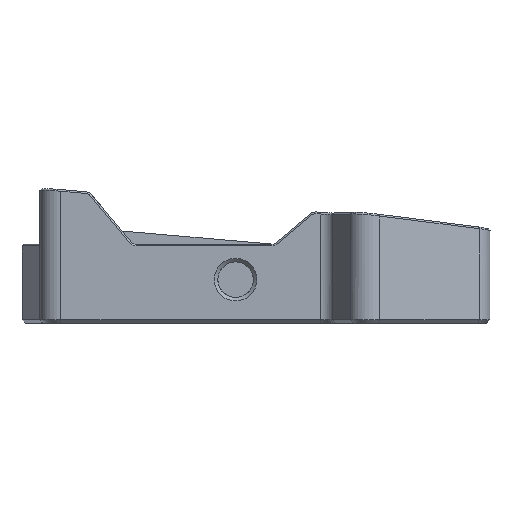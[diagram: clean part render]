
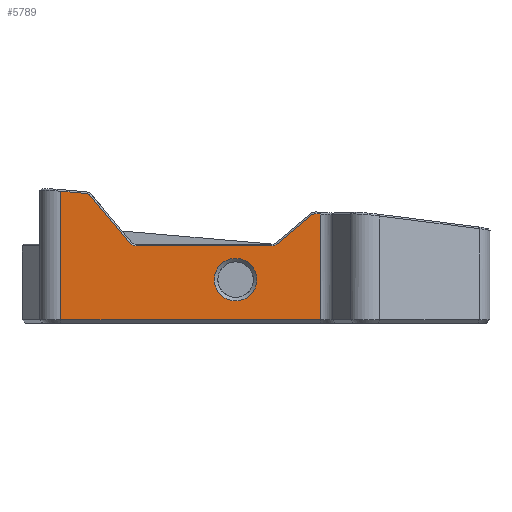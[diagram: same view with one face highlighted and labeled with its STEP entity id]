
A CAD part, left-side view. The second image highlights one B-rep face of the part: STEP entity #5789.
In plain terms, the highlighted planar face has unit normal (-1, 0, 0).
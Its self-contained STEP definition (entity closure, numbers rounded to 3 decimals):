
#74=ELLIPSE('',#6175,1.303,1.128);
#75=ELLIPSE('',#6178,1.303,1.128);
#108=B_SPLINE_CURVE_WITH_KNOTS('',3,(#8661,#8662,#8663,#8664,#8665,#8666),
 .UNSPECIFIED.,.F.,.F.,(4,2,4),(-0.004,-0.002,
0.),.UNSPECIFIED.);
#109=B_SPLINE_CURVE_WITH_KNOTS('',3,(#8672,#8673,#8674,#8675,#8676,#8677),
 .UNSPECIFIED.,.F.,.F.,(4,2,4),(-0.116,-0.058,
0.),.UNSPECIFIED.);
#110=B_SPLINE_CURVE_WITH_KNOTS('',3,(#8693,#8694,#8695,#8696,#8697,#8698),
 .UNSPECIFIED.,.F.,.F.,(4,2,4),(-0.116,-0.058,
0.),.UNSPECIFIED.);
#197=FACE_BOUND('',#742,.T.);
#225=PLANE('',#6174);
#389=FACE_OUTER_BOUND('',#741,.T.);
#741=EDGE_LOOP('',(#4007,#4008,#4009,#4010,#4011,#4012,#4013,#4014,#4015,
#4016,#4017,#4018,#4019,#4020,#4021,#4022,#4023));
#742=EDGE_LOOP('',(#4024));
#1128=LINE('',#8659,#1719);
#1129=LINE('',#8668,#1720);
#1130=LINE('',#8679,#1721);
#1131=LINE('',#8681,#1722);
#1132=LINE('',#8685,#1723);
#1133=LINE('',#8689,#1724);
#1134=LINE('',#8691,#1725);
#1135=LINE('',#8702,#1726);
#1136=LINE('',#8704,#1727);
#1137=LINE('',#8705,#1728);
#1719=VECTOR('',#6823,10.);
#1720=VECTOR('',#6824,10.);
#1721=VECTOR('',#6827,10.);
#1722=VECTOR('',#6828,10.);
#1723=VECTOR('',#6831,10.);
#1724=VECTOR('',#6834,10.);
#1725=VECTOR('',#6835,10.);
#1726=VECTOR('',#6838,10.);
#1727=VECTOR('',#6839,10.);
#1728=VECTOR('',#6840,10.);
#2286=CIRCLE('',#6176,2.5);
#2287=CIRCLE('',#6177,2.5);
#2288=CIRCLE('',#6179,6.);
#2548=VERTEX_POINT('',#8657);
#2549=VERTEX_POINT('',#8658);
#2550=VERTEX_POINT('',#8660);
#2551=VERTEX_POINT('',#8667);
#2552=VERTEX_POINT('',#8669);
#2553=VERTEX_POINT('',#8671);
#2554=VERTEX_POINT('',#8678);
#2555=VERTEX_POINT('',#8680);
#2556=VERTEX_POINT('',#8682);
#2557=VERTEX_POINT('',#8684);
#2558=VERTEX_POINT('',#8686);
#2559=VERTEX_POINT('',#8688);
#2560=VERTEX_POINT('',#8690);
#2561=VERTEX_POINT('',#8692);
#2562=VERTEX_POINT('',#8699);
#2563=VERTEX_POINT('',#8701);
#2564=VERTEX_POINT('',#8703);
#2565=VERTEX_POINT('',#8706);
#3106=EDGE_CURVE('',#2548,#2549,#1128,.T.);
#3107=EDGE_CURVE('',#2549,#2550,#108,.T.);
#3108=EDGE_CURVE('',#2550,#2551,#1129,.T.);
#3109=EDGE_CURVE('',#2551,#2552,#74,.T.);
#3110=EDGE_CURVE('',#2552,#2553,#109,.T.);
#3111=EDGE_CURVE('',#2553,#2554,#1130,.T.);
#3112=EDGE_CURVE('',#2554,#2555,#1131,.T.);
#3113=EDGE_CURVE('',#2555,#2556,#2286,.T.);
#3114=EDGE_CURVE('',#2556,#2557,#1132,.T.);
#3115=EDGE_CURVE('',#2557,#2558,#2287,.T.);
#3116=EDGE_CURVE('',#2558,#2559,#1133,.T.);
#3117=EDGE_CURVE('',#2559,#2560,#1134,.T.);
#3118=EDGE_CURVE('',#2560,#2561,#110,.T.);
#3119=EDGE_CURVE('',#2561,#2562,#75,.T.);
#3120=EDGE_CURVE('',#2562,#2563,#1135,.T.);
#3121=EDGE_CURVE('',#2563,#2564,#1136,.T.);
#3122=EDGE_CURVE('',#2548,#2564,#1137,.T.);
#3123=EDGE_CURVE('',#2565,#2565,#2288,.T.);
#4007=ORIENTED_EDGE('',*,*,#3106,.T.);
#4008=ORIENTED_EDGE('',*,*,#3107,.T.);
#4009=ORIENTED_EDGE('',*,*,#3108,.T.);
#4010=ORIENTED_EDGE('',*,*,#3109,.T.);
#4011=ORIENTED_EDGE('',*,*,#3110,.T.);
#4012=ORIENTED_EDGE('',*,*,#3111,.T.);
#4013=ORIENTED_EDGE('',*,*,#3112,.T.);
#4014=ORIENTED_EDGE('',*,*,#3113,.T.);
#4015=ORIENTED_EDGE('',*,*,#3114,.T.);
#4016=ORIENTED_EDGE('',*,*,#3115,.T.);
#4017=ORIENTED_EDGE('',*,*,#3116,.T.);
#4018=ORIENTED_EDGE('',*,*,#3117,.T.);
#4019=ORIENTED_EDGE('',*,*,#3118,.T.);
#4020=ORIENTED_EDGE('',*,*,#3119,.T.);
#4021=ORIENTED_EDGE('',*,*,#3120,.T.);
#4022=ORIENTED_EDGE('',*,*,#3121,.T.);
#4023=ORIENTED_EDGE('',*,*,#3122,.F.);
#4024=ORIENTED_EDGE('',*,*,#3123,.F.);
#5789=ADVANCED_FACE('',(#389,#197),#225,.F.);
#6174=AXIS2_PLACEMENT_3D('',#8656,#6821,#6822);
#6175=AXIS2_PLACEMENT_3D('',#8670,#6825,#6826);
#6176=AXIS2_PLACEMENT_3D('',#8683,#6829,#6830);
#6177=AXIS2_PLACEMENT_3D('',#8687,#6832,#6833);
#6178=AXIS2_PLACEMENT_3D('',#8700,#6836,#6837);
#6179=AXIS2_PLACEMENT_3D('',#8707,#6841,#6842);
#6821=DIRECTION('center_axis',(1.,0.,0.));
#6822=DIRECTION('ref_axis',(0.,-1.,0.));
#6823=DIRECTION('',(0.,0.,1.));
#6824=DIRECTION('',(0.,0.996,0.087));
#6825=DIRECTION('center_axis',(-1.,0.,0.));
#6826=DIRECTION('ref_axis',(0.,0.998,0.059));
#6827=DIRECTION('',(0.,0.766,-0.643));
#6828=DIRECTION('',(0.,0.766,-0.643));
#6829=DIRECTION('center_axis',(1.,0.,0.));
#6830=DIRECTION('ref_axis',(0.,-0.342,-0.94));
#6831=DIRECTION('',(0.,1.,0.));
#6832=DIRECTION('center_axis',(1.,0.,0.));
#6833=DIRECTION('ref_axis',(0.,0.423,-0.906));
#6834=DIRECTION('',(0.,0.643,0.766));
#6835=DIRECTION('',(0.,0.643,0.766));
#6836=DIRECTION('center_axis',(-1.,0.,0.));
#6837=DIRECTION('ref_axis',(0.,0.993,0.115));
#6838=DIRECTION('',(0.,0.996,0.087));
#6839=DIRECTION('',(0.,0.,-1.));
#6840=DIRECTION('',(0.,1.,0.));
#6841=DIRECTION('center_axis',(-1.,0.,0.));
#6842=DIRECTION('ref_axis',(0.,1.,0.));
#8656=CARTESIAN_POINT('Origin',(6.76,-0.021,-1.5));
#8657=CARTESIAN_POINT('',(6.76,-79.175,-9.3));
#8658=CARTESIAN_POINT('',(6.76,-79.175,20.514));
#8659=CARTESIAN_POINT('',(6.76,-79.175,-1.5));
#8660=CARTESIAN_POINT('',(6.76,-79.132,20.518));
#8661=CARTESIAN_POINT('Ctrl Pts',(6.76,-79.175,20.514));
#8662=CARTESIAN_POINT('Ctrl Pts',(6.76,-79.168,20.515));
#8663=CARTESIAN_POINT('Ctrl Pts',(6.76,-79.161,20.515));
#8664=CARTESIAN_POINT('Ctrl Pts',(6.76,-79.146,20.517));
#8665=CARTESIAN_POINT('Ctrl Pts',(6.76,-79.139,20.517));
#8666=CARTESIAN_POINT('Ctrl Pts',(6.76,-79.132,20.518));
#8667=CARTESIAN_POINT('',(6.76,-77.969,20.62));
#8668=CARTESIAN_POINT('',(6.76,-32.46,24.611));
#8669=CARTESIAN_POINT('',(6.76,-77.943,20.622));
#8670=CARTESIAN_POINT('Origin',(6.76,-77.86,19.497));
#8671=CARTESIAN_POINT('',(6.76,-76.864,20.271));
#8672=CARTESIAN_POINT('Ctrl Pts',(6.76,-77.943,20.622));
#8673=CARTESIAN_POINT('Ctrl Pts',(6.76,-77.75,20.635));
#8674=CARTESIAN_POINT('Ctrl Pts',(6.76,-77.555,20.61));
#8675=CARTESIAN_POINT('Ctrl Pts',(6.76,-77.186,20.49));
#8676=CARTESIAN_POINT('Ctrl Pts',(6.76,-77.013,20.395));
#8677=CARTESIAN_POINT('Ctrl Pts',(6.76,-76.864,20.271));
#8678=CARTESIAN_POINT('',(6.76,-76.827,20.239));
#8679=CARTESIAN_POINT('',(6.76,-76.864,20.271));
#8680=CARTESIAN_POINT('',(6.76,-67.104,12.085));
#8681=CARTESIAN_POINT('',(6.76,-43.791,-7.469));
#8682=CARTESIAN_POINT('',(6.76,-65.498,11.5));
#8683=CARTESIAN_POINT('Origin',(6.76,-65.498,14.));
#8684=CARTESIAN_POINT('',(6.76,-27.28,11.5));
#8685=CARTESIAN_POINT('',(6.76,-13.184,11.5));
#8686=CARTESIAN_POINT('',(6.76,-25.365,12.393));
#8687=CARTESIAN_POINT('Origin',(6.76,-27.28,14.));
#8688=CARTESIAN_POINT('',(6.76,-14.175,25.734));
#8689=CARTESIAN_POINT('',(6.76,-17.673,21.564));
#8690=CARTESIAN_POINT('',(6.76,-14.144,25.772));
#8691=CARTESIAN_POINT('',(6.76,-14.175,25.734));
#8692=CARTESIAN_POINT('',(6.76,-13.143,26.305));
#8693=CARTESIAN_POINT('Ctrl Pts',(6.76,-14.144,25.772));
#8694=CARTESIAN_POINT('Ctrl Pts',(6.76,-14.019,25.92));
#8695=CARTESIAN_POINT('Ctrl Pts',(6.76,-13.865,26.043));
#8696=CARTESIAN_POINT('Ctrl Pts',(6.76,-13.523,26.226));
#8697=CARTESIAN_POINT('Ctrl Pts',(6.76,-13.335,26.285));
#8698=CARTESIAN_POINT('Ctrl Pts',(6.76,-13.143,26.305));
#8699=CARTESIAN_POINT('',(6.76,-13.116,26.308));
#8700=CARTESIAN_POINT('Origin',(6.76,-13.028,25.183));
#8701=CARTESIAN_POINT('',(6.76,-6.021,26.93));
#8702=CARTESIAN_POINT('',(6.76,-32.46,24.611));
#8703=CARTESIAN_POINT('',(6.76,-6.021,-9.3));
#8704=CARTESIAN_POINT('',(6.76,-6.021,-1.5));
#8705=CARTESIAN_POINT('',(6.76,-31.016,-9.3));
#8706=CARTESIAN_POINT('',(6.76,-61.281,2.003));
#8707=CARTESIAN_POINT('Origin',(6.76,-55.281,2.003));
